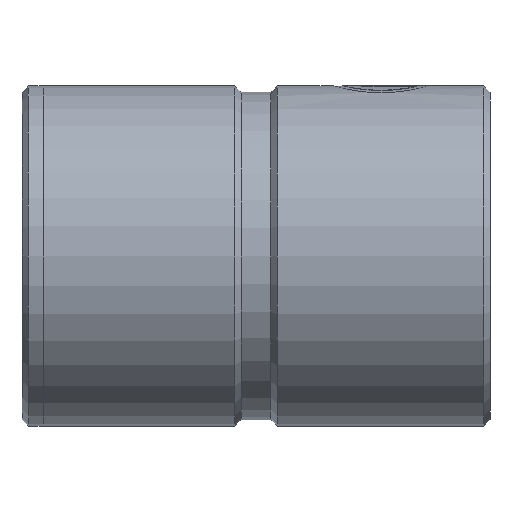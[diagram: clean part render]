
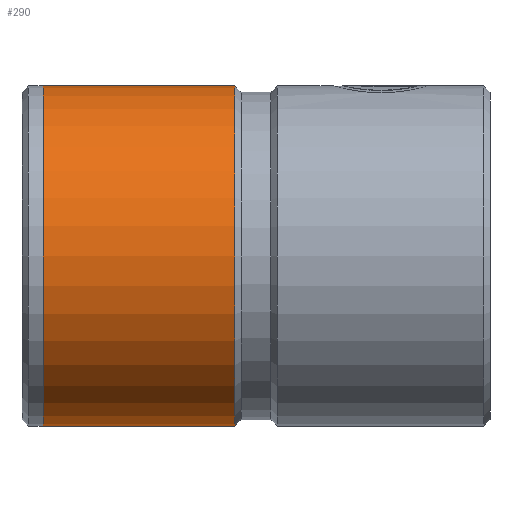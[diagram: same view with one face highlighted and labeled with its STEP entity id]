
A CAD part, left-side view. The second image highlights one B-rep face of the part: STEP entity #290.
In plain terms, the highlighted cylindrical face has radius 40 mm (diameter 80 mm), a partial arc.
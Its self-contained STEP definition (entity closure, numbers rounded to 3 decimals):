
#139 = DIRECTION ( 'NONE',  ( 0., -1., 0. ) ) ;
#290 = ADVANCED_FACE ( 'NONE', ( #701 ), #302, .T. ) ;
#302 = CYLINDRICAL_SURFACE ( 'NONE', #386, 40. ) ;
#386 = AXIS2_PLACEMENT_3D ( 'NONE', #1365, #1611, #953 ) ;
#460 = DIRECTION ( 'NONE',  ( 0., -1., 0. ) ) ;
#515 = AXIS2_PLACEMENT_3D ( 'NONE', #946, #139, #1088 ) ;
#526 = CIRCLE ( 'NONE', #515, 40. ) ;
#536 = CARTESIAN_POINT ( 'NONE',  ( 0., 60., 40. ) ) ;
#574 = DIRECTION ( 'NONE',  ( 0., -1., 0. ) ) ;
#594 = ORIENTED_EDGE ( 'NONE', *, *, #799, .T. ) ;
#666 = ORIENTED_EDGE ( 'NONE', *, *, #1215, .F. ) ;
#668 = CIRCLE ( 'NONE', #920, 40. ) ;
#683 = EDGE_CURVE ( 'NONE', #1241, #1466, #668, .T. ) ;
#701 = FACE_OUTER_BOUND ( 'NONE', #1305, .T. ) ;
#762 = CARTESIAN_POINT ( 'NONE',  ( 0., 0., 40. ) ) ;
#799 = EDGE_CURVE ( 'NONE', #1466, #978, #1593, .T. ) ;
#905 = ORIENTED_EDGE ( 'NONE', *, *, #683, .T. ) ;
#920 = AXIS2_PLACEMENT_3D ( 'NONE', #1381, #574, #1508 ) ;
#937 = CARTESIAN_POINT ( 'NONE',  ( 0., 105., 40. ) ) ;
#946 = CARTESIAN_POINT ( 'NONE',  ( 0., 60., 0. ) ) ;
#953 = DIRECTION ( 'NONE',  ( 0., 0., -1. ) ) ;
#978 = VERTEX_POINT ( 'NONE', #1668 ) ;
#1088 = DIRECTION ( 'NONE',  ( 0., 0., -1. ) ) ;
#1126 = LINE ( 'NONE', #762, #1474 ) ;
#1187 = VERTEX_POINT ( 'NONE', #536 ) ;
#1215 = EDGE_CURVE ( 'NONE', #1187, #978, #526, .T. ) ;
#1241 = VERTEX_POINT ( 'NONE', #937 ) ;
#1272 = CARTESIAN_POINT ( 'NONE',  ( 0., 0., -40. ) ) ;
#1305 = EDGE_LOOP ( 'NONE', ( #1347, #905, #594, #666 ) ) ;
#1347 = ORIENTED_EDGE ( 'NONE', *, *, #1694, .F. ) ;
#1365 = CARTESIAN_POINT ( 'NONE',  ( 0., 0., 0. ) ) ;
#1381 = CARTESIAN_POINT ( 'NONE',  ( 0., 105., 0. ) ) ;
#1466 = VERTEX_POINT ( 'NONE', #1473 ) ;
#1473 = CARTESIAN_POINT ( 'NONE',  ( 0., 105., -40. ) ) ;
#1474 = VECTOR ( 'NONE', #460, 1000. ) ;
#1508 = DIRECTION ( 'NONE',  ( 0., 0., -1. ) ) ;
#1564 = VECTOR ( 'NONE', #1652, 1000. ) ;
#1593 = LINE ( 'NONE', #1272, #1564 ) ;
#1611 = DIRECTION ( 'NONE',  ( 0., -1., 0. ) ) ;
#1652 = DIRECTION ( 'NONE',  ( 0., -1., 0. ) ) ;
#1668 = CARTESIAN_POINT ( 'NONE',  ( 0., 60., -40. ) ) ;
#1694 = EDGE_CURVE ( 'NONE', #1241, #1187, #1126, .T. ) ;
